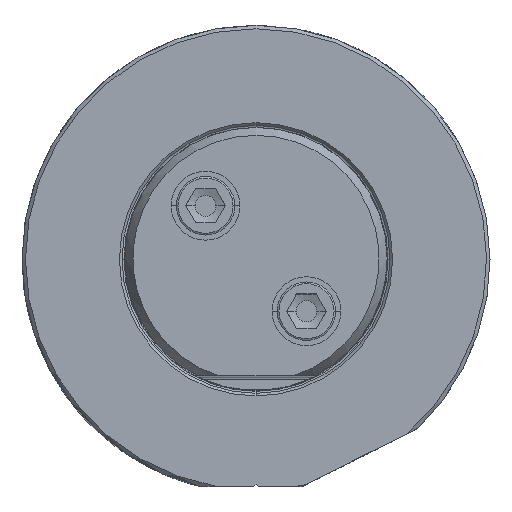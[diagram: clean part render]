
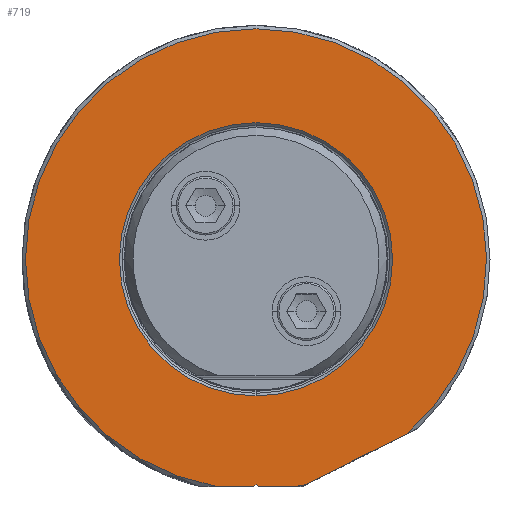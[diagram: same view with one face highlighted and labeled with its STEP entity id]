
A CAD part, top view. The second image highlights one B-rep face of the part: STEP entity #719.
In plain terms, the highlighted planar face has unit normal (0, 0, 1).
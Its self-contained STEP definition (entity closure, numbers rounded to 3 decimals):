
#233=PLANE('',#6246);
#719=ADVANCED_FACE('',(#1021,#1022),#233,.T.);
#1021=FACE_BOUND('',#1194,.T.);
#1022=FACE_BOUND('',#1195,.T.);
#1194=EDGE_LOOP('',(#3472,#3473,#3474,#3475,#3476,#3477,#3478,#3479));
#1195=EDGE_LOOP('',(#3480,#3481));
#1493=CIRCLE('',#6240,33.5);
#1494=CIRCLE('',#6241,33.5);
#1495=CIRCLE('',#6243,33.5);
#1496=CIRCLE('',#6244,19.85);
#1497=CIRCLE('',#6245,19.85);
#1807=LINE('',#12383,#2132);
#1809=LINE('',#12401,#2134);
#1811=LINE('',#12405,#2136);
#1813=LINE('',#12409,#2138);
#1815=LINE('',#12413,#2140);
#2132=VECTOR('',#7255,1.);
#2134=VECTOR('',#7259,1.);
#2136=VECTOR('',#7263,1.);
#2138=VECTOR('',#7267,1.);
#2140=VECTOR('',#7271,1.);
#3472=ORIENTED_EDGE('',*,*,#5388,.T.);
#3473=ORIENTED_EDGE('',*,*,#5312,.T.);
#3474=ORIENTED_EDGE('',*,*,#5387,.T.);
#3475=ORIENTED_EDGE('',*,*,#5386,.T.);
#3476=ORIENTED_EDGE('',*,*,#5322,.F.);
#3477=ORIENTED_EDGE('',*,*,#5320,.T.);
#3478=ORIENTED_EDGE('',*,*,#5318,.T.);
#3479=ORIENTED_EDGE('',*,*,#5316,.F.);
#3480=ORIENTED_EDGE('',*,*,#5389,.T.);
#3481=ORIENTED_EDGE('',*,*,#5390,.T.);
#4615=VERTEX_POINT('',#12382);
#4616=VERTEX_POINT('',#12384);
#4618=VERTEX_POINT('',#12400);
#4619=VERTEX_POINT('',#12402);
#4620=VERTEX_POINT('',#12406);
#4621=VERTEX_POINT('',#12410);
#4622=VERTEX_POINT('',#12414);
#4657=VERTEX_POINT('',#14315);
#4658=VERTEX_POINT('',#14320);
#4659=VERTEX_POINT('',#14321);
#5312=EDGE_CURVE('',#4616,#4615,#1807,.T.);
#5316=EDGE_CURVE('',#4618,#4619,#1809,.T.);
#5318=EDGE_CURVE('',#4620,#4619,#1811,.T.);
#5320=EDGE_CURVE('',#4621,#4620,#1813,.T.);
#5322=EDGE_CURVE('',#4621,#4622,#1815,.T.);
#5386=EDGE_CURVE('',#4657,#4622,#1493,.T.);
#5387=EDGE_CURVE('',#4615,#4657,#1494,.T.);
#5388=EDGE_CURVE('',#4618,#4616,#1495,.T.);
#5389=EDGE_CURVE('',#4658,#4659,#1496,.T.);
#5390=EDGE_CURVE('',#4659,#4658,#1497,.T.);
#6240=AXIS2_PLACEMENT_3D('',#14314,#7360,#7361);
#6241=AXIS2_PLACEMENT_3D('',#14316,#7362,#7363);
#6243=AXIS2_PLACEMENT_3D('',#14318,#7366,#7367);
#6244=AXIS2_PLACEMENT_3D('',#14319,#7368,#7369);
#6245=AXIS2_PLACEMENT_3D('',#14322,#7370,#7371);
#6246=AXIS2_PLACEMENT_3D('',#14323,#7372,#7373);
#7255=DIRECTION('',(0.894,0.449,0.));
#7259=DIRECTION('',(-1.,0.,0.));
#7263=DIRECTION('',(0.707,-0.707,0.));
#7267=DIRECTION('',(0.707,0.707,0.));
#7271=DIRECTION('',(-1.,0.,0.));
#7360=DIRECTION('',(0.,0.,1.));
#7361=DIRECTION('',(0.,1.,0.));
#7362=DIRECTION('',(0.,0.,1.));
#7363=DIRECTION('',(0.652,-0.758,0.));
#7366=DIRECTION('',(0.,0.,1.));
#7367=DIRECTION('',(0.172,-0.985,0.));
#7368=DIRECTION('',(0.,0.,-1.));
#7369=DIRECTION('',(0.,-1.,0.));
#7370=DIRECTION('',(0.,0.,-1.));
#7371=DIRECTION('',(0.,1.,0.));
#7372=DIRECTION('',(0.,0.,1.));
#7373=DIRECTION('',(0.,-1.,0.));
#12382=CARTESIAN_POINT('',(21.841,-25.401,0.));
#12383=CARTESIAN_POINT('',(7.32,-32.691,0.));
#12384=CARTESIAN_POINT('',(7.32,-32.691,0.));
#12400=CARTESIAN_POINT('',(5.766,-33.,0.));
#12401=CARTESIAN_POINT('',(5.766,-33.,0.));
#12402=CARTESIAN_POINT('',(0.354,-33.,0.));
#12405=CARTESIAN_POINT('',(0.,-32.646,0.));
#12406=CARTESIAN_POINT('',(0.,-32.646,0.));
#12409=CARTESIAN_POINT('',(-0.354,-33.,0.));
#12410=CARTESIAN_POINT('',(-0.354,-33.,0.));
#12413=CARTESIAN_POINT('',(-0.354,-33.,0.));
#12414=CARTESIAN_POINT('',(-5.766,-33.,0.));
#14314=CARTESIAN_POINT('',(0.,0.,0.));
#14315=CARTESIAN_POINT('',(0.,33.5,0.));
#14316=CARTESIAN_POINT('',(0.,0.,0.));
#14318=CARTESIAN_POINT('',(0.,0.,0.));
#14319=CARTESIAN_POINT('',(0.,0.,0.));
#14320=CARTESIAN_POINT('',(0.,-19.85,0.));
#14321=CARTESIAN_POINT('',(0.,19.85,0.));
#14322=CARTESIAN_POINT('',(0.,0.,0.));
#14323=CARTESIAN_POINT('',(0.,0.251,0.));
